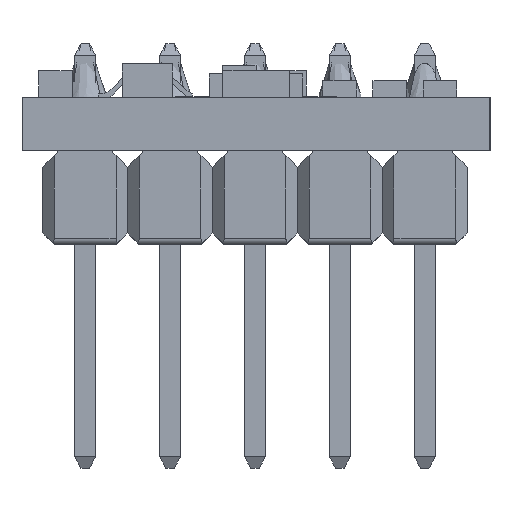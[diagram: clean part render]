
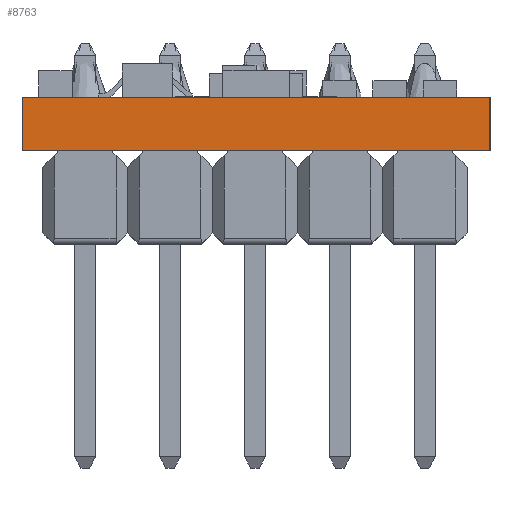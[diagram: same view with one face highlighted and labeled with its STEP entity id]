
A CAD part, left-side view. The second image highlights one B-rep face of the part: STEP entity #8763.
In plain terms, the highlighted planar face has unit normal (-1, 0, 0).
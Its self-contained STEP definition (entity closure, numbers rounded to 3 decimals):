
#993=FACE_OUTER_BOUND('',#1508,.T.);
#1508=EDGE_LOOP('',(#7937,#7938,#7939,#7940));
#2040=LINE('',#13333,#3030);
#2414=LINE('',#15417,#3404);
#2498=LINE('',#15602,#3488);
#2499=LINE('',#15603,#3489);
#3030=VECTOR('',#10297,10.);
#3404=VECTOR('',#10883,10.);
#3488=VECTOR('',#11097,10.);
#3489=VECTOR('',#11098,10.);
#3906=VERTEX_POINT('',#13326);
#3909=VERTEX_POINT('',#13331);
#4259=VERTEX_POINT('',#15413);
#4261=VERTEX_POINT('',#15416);
#4942=EDGE_CURVE('',#3909,#3906,#2040,.T.);
#5432=EDGE_CURVE('',#4259,#4261,#2414,.T.);
#5523=EDGE_CURVE('',#4259,#3906,#2498,.T.);
#5524=EDGE_CURVE('',#4261,#3909,#2499,.T.);
#7937=ORIENTED_EDGE('',*,*,#5432,.F.);
#7938=ORIENTED_EDGE('',*,*,#5523,.T.);
#7939=ORIENTED_EDGE('',*,*,#4942,.F.);
#7940=ORIENTED_EDGE('',*,*,#5524,.F.);
#8298=PLANE('',#9227);
#8763=ADVANCED_FACE('',(#993),#8298,.T.);
#9227=AXIS2_PLACEMENT_3D('',#15601,#11095,#11096);
#10297=DIRECTION('',(0.,-1.,0.));
#10883=DIRECTION('',(0.,1.,0.));
#11095=DIRECTION('center_axis',(-1.,0.,0.));
#11096=DIRECTION('ref_axis',(0.,-1.,0.));
#11097=DIRECTION('',(0.,0.,1.));
#11098=DIRECTION('',(0.,0.,1.));
#13326=CARTESIAN_POINT('',(0.,0.,1.6));
#13331=CARTESIAN_POINT('',(0.,14.,1.6));
#13333=CARTESIAN_POINT('',(0.,0.,1.6));
#15413=CARTESIAN_POINT('',(0.,0.,0.));
#15416=CARTESIAN_POINT('',(0.,14.,0.));
#15417=CARTESIAN_POINT('',(0.,0.,0.));
#15601=CARTESIAN_POINT('Origin',(0.,14.,0.));
#15602=CARTESIAN_POINT('',(0.,0.,0.));
#15603=CARTESIAN_POINT('',(0.,14.,0.));
